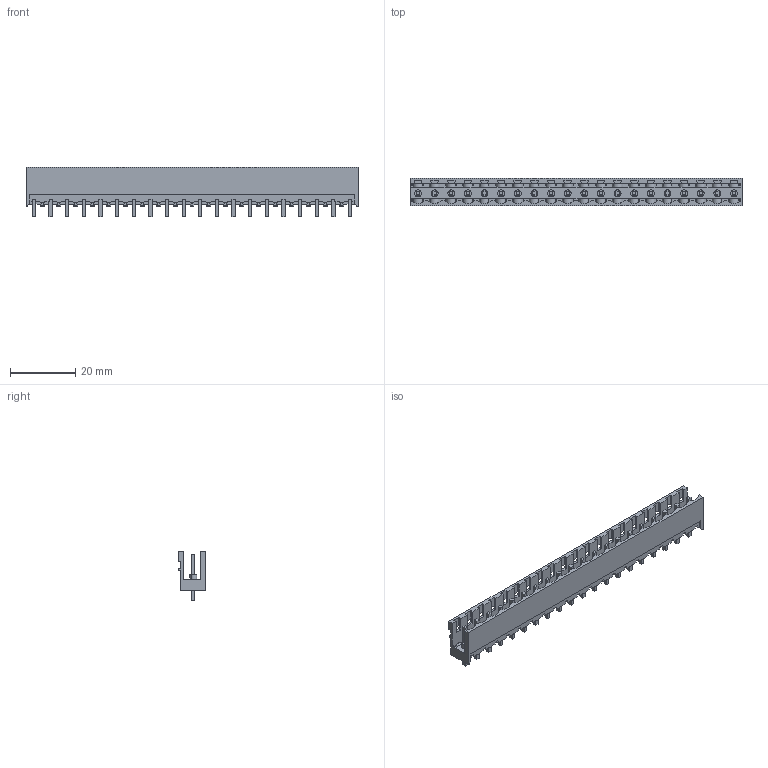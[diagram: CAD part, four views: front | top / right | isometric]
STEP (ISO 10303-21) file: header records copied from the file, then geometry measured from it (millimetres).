
FILE_DESCRIPTION(('CATIA V5 STEP Exchange','CAx-IF Rec.Pracs.--- Model Styling and Organization---1.2---2011-12-15'),'2;1');
FILE_NAME ('D1457012_0', '2018-03-31T12:02:34+00:00', ('none'), ('Weidmueller'), 'CATIA Version 5-6 Release 2014', 'CATIA V5 STEP AP214', 'none');
FILE_SCHEMA(('AUTOMOTIVE_DESIGN { 1 0 10303 214 1 1 1 1 }'));
Length unit declared in the file: millimetre
Products named in the file (1): 1838160000
Bounding box: 101.4 x 8.43 x 15.2 mm (x, y, z)
Volume: 3478.3 mm3; surface area: 8539.1 mm2
Topology: 21 solids, 21 shells, 1156 faces, 3694 edges, 2540 vertices
Faces by surface type: plane 943, cylinder 193, extrusion 20
Entity records: 42540 total; most frequent: CARTESIAN_POINT 9225, ORIENTED_EDGE 7388, DIRECTION 5639, EDGE_CURVE 3694, VECTOR 2977, LINE 2957, VERTEX_POINT 2540, AXIS2_PLACEMENT_3D 1526
